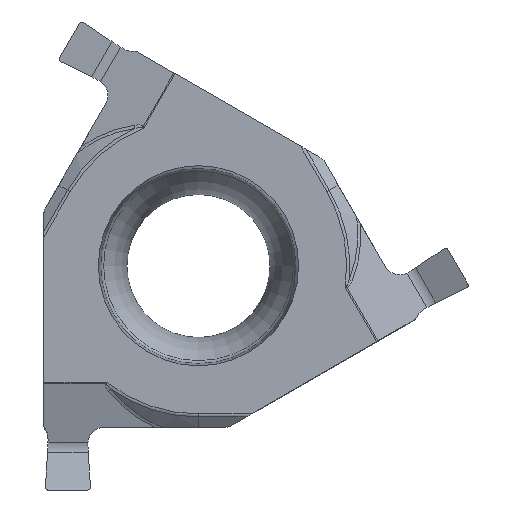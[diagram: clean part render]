
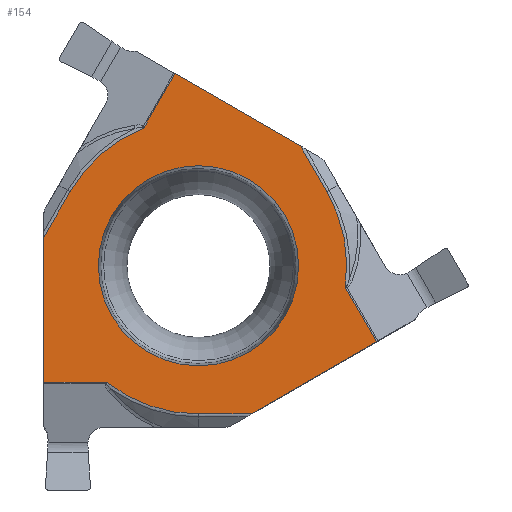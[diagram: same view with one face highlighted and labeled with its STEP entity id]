
A CAD part, top view. The second image highlights one B-rep face of the part: STEP entity #154.
In plain terms, the highlighted planar face has unit normal (0, 0, 1).
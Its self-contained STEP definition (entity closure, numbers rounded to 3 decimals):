
#61=FACE_BOUND('',#384,.T.);
#62=FACE_BOUND('',#385,.T.);
#87=PLANE('',#1873);
#154=ADVANCED_FACE('',(#61,#62),#87,.F.);
#384=EDGE_LOOP('',(#748));
#385=EDGE_LOOP('',(#749,#750,#751,#752,#753,#754,#755,#756,#757,#758,#759,
#760));
#495=CIRCLE('',#1867,3.08);
#496=CIRCLE('',#1870,4.561);
#497=CIRCLE('',#1871,4.561);
#498=CIRCLE('',#1872,4.561);
#748=ORIENTED_EDGE('',*,*,#1351,.T.);
#749=ORIENTED_EDGE('',*,*,#1325,.T.);
#750=ORIENTED_EDGE('',*,*,#1352,.T.);
#751=ORIENTED_EDGE('',*,*,#1353,.T.);
#752=ORIENTED_EDGE('',*,*,#1246,.T.);
#753=ORIENTED_EDGE('',*,*,#1326,.T.);
#754=ORIENTED_EDGE('',*,*,#1354,.F.);
#755=ORIENTED_EDGE('',*,*,#1355,.F.);
#756=ORIENTED_EDGE('',*,*,#1197,.F.);
#757=ORIENTED_EDGE('',*,*,#1329,.F.);
#758=ORIENTED_EDGE('',*,*,#1356,.T.);
#759=ORIENTED_EDGE('',*,*,#1357,.T.);
#760=ORIENTED_EDGE('',*,*,#1189,.T.);
#1026=VERTEX_POINT('',#2777);
#1027=VERTEX_POINT('',#2779);
#1034=VERTEX_POINT('',#2794);
#1035=VERTEX_POINT('',#2796);
#1071=VERTEX_POINT('',#2908);
#1072=VERTEX_POINT('',#2910);
#1127=VERTEX_POINT('',#3095);
#1128=VERTEX_POINT('',#3099);
#1130=VERTEX_POINT('',#3114);
#1144=VERTEX_POINT('',#3171);
#1145=VERTEX_POINT('',#3175);
#1146=VERTEX_POINT('',#3178);
#1147=VERTEX_POINT('',#3181);
#1189=EDGE_CURVE('',#1027,#1026,#1435,.T.);
#1197=EDGE_CURVE('',#1034,#1035,#1441,.T.);
#1246=EDGE_CURVE('',#1072,#1071,#1471,.T.);
#1325=EDGE_CURVE('',#1026,#1127,#1520,.T.);
#1326=EDGE_CURVE('',#1071,#1128,#1521,.T.);
#1329=EDGE_CURVE('',#1130,#1034,#1523,.T.);
#1351=EDGE_CURVE('',#1144,#1144,#495,.T.);
#1352=EDGE_CURVE('',#1127,#1145,#496,.T.);
#1353=EDGE_CURVE('',#1145,#1072,#1535,.T.);
#1354=EDGE_CURVE('',#1146,#1128,#497,.T.);
#1355=EDGE_CURVE('',#1035,#1146,#1536,.T.);
#1356=EDGE_CURVE('',#1130,#1147,#498,.T.);
#1357=EDGE_CURVE('',#1147,#1027,#1537,.T.);
#1435=LINE('',#2778,#1576);
#1441=LINE('',#2795,#1582);
#1471=LINE('',#2909,#1612);
#1520=LINE('',#3096,#1661);
#1521=LINE('',#3098,#1662);
#1523=LINE('',#3113,#1664);
#1535=LINE('',#3176,#1676);
#1536=LINE('',#3179,#1677);
#1537=LINE('',#3182,#1678);
#1576=VECTOR('',#1960,1.);
#1582=VECTOR('',#1972,1.);
#1612=VECTOR('',#2058,1.);
#1661=VECTOR('',#2197,1.);
#1662=VECTOR('',#2200,1.);
#1664=VECTOR('',#2204,1.);
#1676=VECTOR('',#2258,1.);
#1677=VECTOR('',#2261,1.);
#1678=VECTOR('',#2264,1.);
#1867=AXIS2_PLACEMENT_3D('',#3170,#2250,#2251);
#1870=AXIS2_PLACEMENT_3D('',#3174,#2256,#2257);
#1871=AXIS2_PLACEMENT_3D('',#3177,#2259,#2260);
#1872=AXIS2_PLACEMENT_3D('',#3180,#2262,#2263);
#1873=AXIS2_PLACEMENT_3D('',#3183,#2265,#2266);
#1960=DIRECTION('',(-0.866,0.5,0.));
#1972=DIRECTION('',(-0.866,-0.5,0.));
#2058=DIRECTION('',(0.,-1.,0.));
#2197=DIRECTION('',(-0.5,-0.866,0.));
#2200=DIRECTION('',(1.,0.,0.));
#2204=DIRECTION('',(0.5,-0.866,0.));
#2250=DIRECTION('',(0.,0.,-1.));
#2251=DIRECTION('',(-1.,0.,0.));
#2256=DIRECTION('',(0.,0.,1.));
#2257=DIRECTION('',(-0.866,0.5,0.));
#2258=DIRECTION('',(-0.5,-0.866,0.));
#2259=DIRECTION('',(0.,0.,-1.));
#2260=DIRECTION('',(0.,-1.,0.));
#2261=DIRECTION('',(-1.,0.,0.));
#2262=DIRECTION('',(0.,0.,1.));
#2263=DIRECTION('',(0.866,0.5,0.));
#2264=DIRECTION('',(-0.5,0.866,0.));
#2265=DIRECTION('',(0.,0.,-1.));
#2266=DIRECTION('',(0.866,0.5,0.));
#2777=CARTESIAN_POINT('',(-0.718,5.914,0.1));
#2778=CARTESIAN_POINT('',(2.381,4.124,0.1));
#2779=CARTESIAN_POINT('',(3.137,3.688,0.1));
#2794=CARTESIAN_POINT('',(5.481,-2.335,0.1));
#2795=CARTESIAN_POINT('',(2.381,-4.124,0.1));
#2796=CARTESIAN_POINT('',(1.625,-4.561,0.1));
#2908=CARTESIAN_POINT('',(-4.763,-3.579,0.1));
#2909=CARTESIAN_POINT('',(-4.763,0.,0.1));
#2910=CARTESIAN_POINT('',(-4.763,0.873,0.1));
#3095=CARTESIAN_POINT('',(-1.686,4.238,0.1));
#3096=CARTESIAN_POINT('',(-0.911,5.58,0.1));
#3098=CARTESIAN_POINT('',(-2.884,-3.579,0.1));
#3099=CARTESIAN_POINT('',(-2.827,-3.579,0.1));
#3113=CARTESIAN_POINT('',(4.541,-0.708,0.1));
#3114=CARTESIAN_POINT('',(4.513,-0.659,0.1));
#3170=CARTESIAN_POINT('',(0.,0.,0.1));
#3171=CARTESIAN_POINT('',(-3.08,0.,0.1));
#3174=CARTESIAN_POINT('',(0.,0.,
0.1));
#3175=CARTESIAN_POINT('',(-3.95,2.28,0.1));
#3176=CARTESIAN_POINT('',(4.8,17.436,0.1));
#3177=CARTESIAN_POINT('',(0.,0.,0.1));
#3178=CARTESIAN_POINT('',(0.,-4.561,0.1));
#3179=CARTESIAN_POINT('',(-17.5,-4.561,0.1));
#3180=CARTESIAN_POINT('',(0.,0.,0.1));
#3181=CARTESIAN_POINT('',(3.95,2.28,0.1));
#3182=CARTESIAN_POINT('',(12.7,-12.875,0.1));
#3183=CARTESIAN_POINT('',(8.75,-15.155,0.1));
